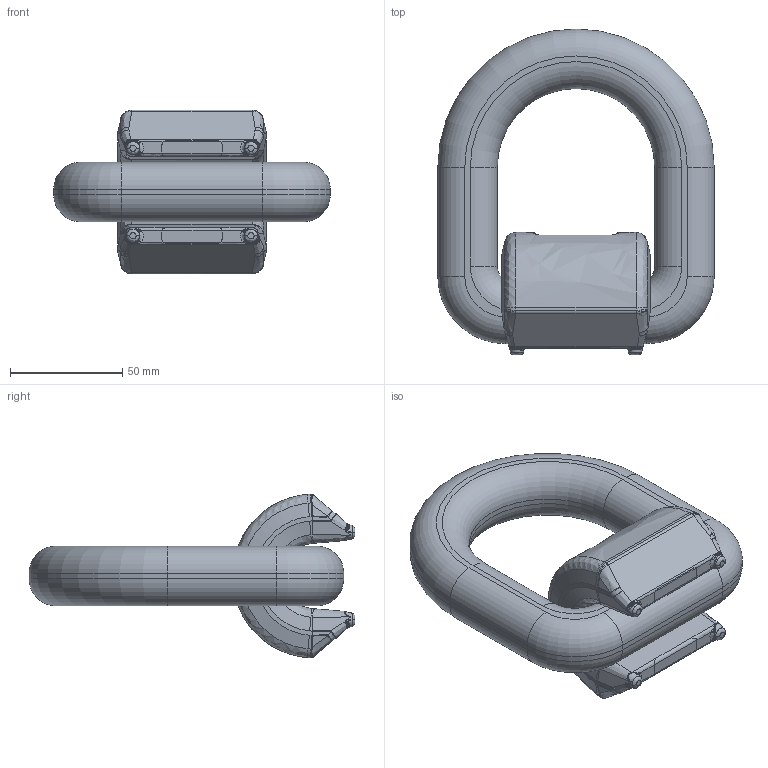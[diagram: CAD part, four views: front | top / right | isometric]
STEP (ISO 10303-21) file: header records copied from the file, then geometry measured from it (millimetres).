
FILE_DESCRIPTION (( 'STEP AP203' ), '1' );
FILE_NAME ('20240809_APAS_8t.STEP', '2024-08-09T07:50:00', ( '' ), ( '' ), 'SwSTEP 2.0', 'SolidWorks 2024', '' );
FILE_SCHEMA (( 'CONFIG_CONTROL_DESIGN' ));
Length unit declared in the file: millimetre
Products named in the file (3): APA8_Stepversion; APA8 bock; 20240809_APAS_8t
Assembly tree (2 placements, depth 2):
  20240809_APAS_8t
    APA8_Stepversion
    APA8 bock
Bounding box: 123 x 145 x 72.96 mm (x, y, z)
Volume: 349083.1 mm3; surface area: 50050.1 mm2
Topology: 2 solids, 2 shells, 587 faces, 1473 edges, 883 vertices
Faces by surface type: bspline 543, cylinder 22, torus 12, plane 10
Entity records: 27930 total; most frequent: CARTESIAN_POINT 19084, ORIENTED_EDGE 2930, EDGE_CURVE 1465, B_SPLINE_CURVE_WITH_KNOTS 884, VERTEX_POINT 883, EDGE_LOOP 590, ADVANCED_FACE 587, FACE_OUTER_BOUND 587
